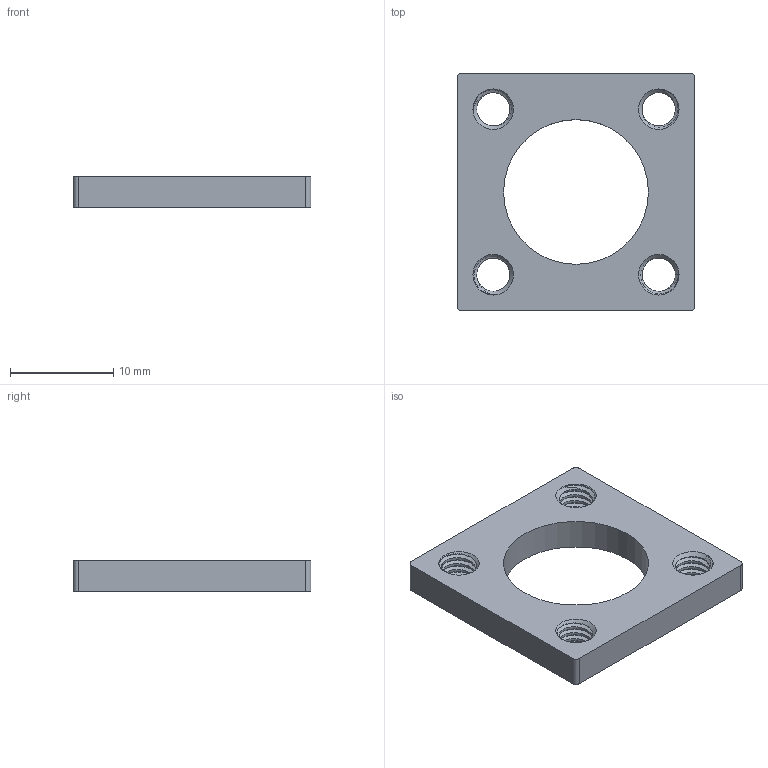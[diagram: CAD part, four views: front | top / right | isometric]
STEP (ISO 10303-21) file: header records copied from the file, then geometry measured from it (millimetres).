
FILE_DESCRIPTION( ( '' ), ' ' );
FILE_NAME( '5a2adf665214870eedd3ed6d.step', '2017-12-08T18:52:23', ( '' ), ( '' ), ' ', ' ', ' ' );
FILE_SCHEMA( ( 'AUTOMOTIVE_DESIGN { 1 0 10303 214 1 1 1 1 }' ) );
Length unit declared in the file: metre
Products named in the file (2): Curve 1; 2803-0023-0023
Bounding box: 23 x 23 x 3 mm (x, y, z)
Volume: 1006.7 mm3; surface area: 1260 mm2
Topology: 1 solids, 1 shells, 45 faces, 128 edges, 86 vertices
Faces by surface type: plane 14, cylinder 13, cone 10, bspline 8
Full cylindrical faces by diameter (mm): 14 x1
Entity records: 3841 total; most frequent: CARTESIAN_POINT 2510, ORIENTED_EDGE 212, DIRECTION 174, EDGE_CURVE 106, VERTEX_POINT 74, AXIS2_PLACEMENT_3D 71, EDGE_LOOP 62, FACE_OUTER_BOUND 44
